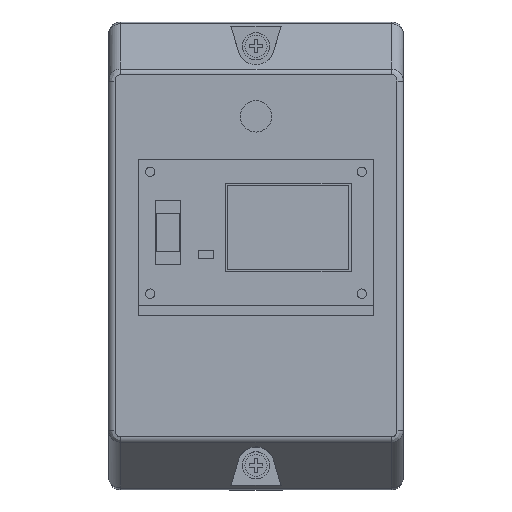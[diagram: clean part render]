
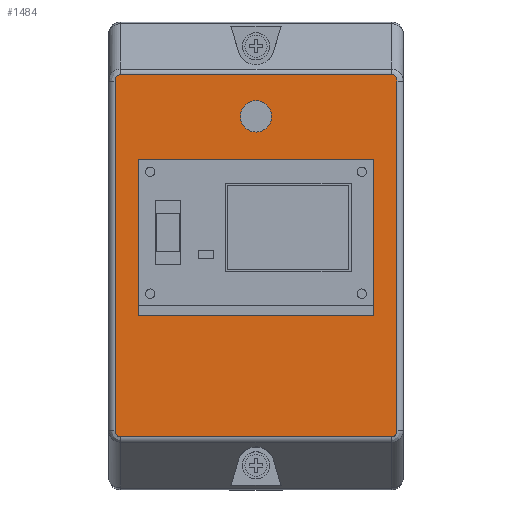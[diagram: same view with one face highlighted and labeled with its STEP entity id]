
A CAD part, top view. The second image highlights one B-rep face of the part: STEP entity #1484.
In plain terms, the highlighted face is planar.
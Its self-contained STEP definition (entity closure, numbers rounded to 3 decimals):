
#30=DIRECTION('',(-1.,0.,0.));
#31=VECTOR('',#30,73.7);
#32=CARTESIAN_POINT('',(36.85,46.85,-18.7));
#33=LINE('',#32,#31);
#34=DIRECTION('',(1.,0.,0.));
#35=VECTOR('',#34,73.7);
#36=CARTESIAN_POINT('',(-36.85,46.85,30.));
#37=LINE('',#36,#35);
#38=CARTESIAN_POINT('',(0.,46.85,43.566));
#39=DIRECTION('',(0.,1.,0.));
#40=DIRECTION('',(-1.,0.,0.));
#41=AXIS2_PLACEMENT_3D('',#38,#39,#40);
#43=CARTESIAN_POINT('',(0.,46.85,43.566));
#44=DIRECTION('',(0.,1.,0.));
#45=DIRECTION('',(1.,0.,0.));
#46=AXIS2_PLACEMENT_3D('',#43,#44,#45);
#48=CARTESIAN_POINT('',(-42.35,46.85,-56.653));
#49=CARTESIAN_POINT('',(-42.501,46.85,-56.653));
#50=CARTESIAN_POINT('',(-42.792,46.85,-56.608));
#51=CARTESIAN_POINT('',(-43.199,46.85,-56.422));
#52=CARTESIAN_POINT('',(-43.557,46.85,-56.123));
#53=CARTESIAN_POINT('',(-43.848,46.85,-55.72));
#54=CARTESIAN_POINT('',(-44.051,46.85,-55.203));
#55=CARTESIAN_POINT('',(-44.1,46.85,-54.826));
#56=CARTESIAN_POINT('',(-44.1,46.85,-54.625));
#58=DIRECTION('',(-1.,0.,0.));
#59=VECTOR('',#58,84.7);
#60=CARTESIAN_POINT('',(42.35,46.85,-56.653));
#61=LINE('',#60,#59);
#62=CARTESIAN_POINT('',(44.1,46.85,-54.625));
#63=CARTESIAN_POINT('',(44.1,46.85,-54.804));
#64=CARTESIAN_POINT('',(44.06,46.85,-55.142));
#65=CARTESIAN_POINT('',(43.905,46.85,-55.599));
#66=CARTESIAN_POINT('',(43.656,46.85,-56.003));
#67=CARTESIAN_POINT('',(43.358,46.85,-56.301));
#68=CARTESIAN_POINT('',(43.06,46.85,-56.491));
#69=CARTESIAN_POINT('',(42.745,46.85,-56.615));
#70=CARTESIAN_POINT('',(42.488,46.85,-56.653));
#71=CARTESIAN_POINT('',(42.35,46.85,-56.653));
#73=DIRECTION('',(0.,0.,-1.));
#74=VECTOR('',#73,109.251);
#75=CARTESIAN_POINT('',(44.1,46.85,54.625));
#76=LINE('',#75,#74);
#77=CARTESIAN_POINT('',(42.35,46.85,56.653));
#78=CARTESIAN_POINT('',(42.501,46.85,56.653));
#79=CARTESIAN_POINT('',(42.792,46.85,56.608));
#80=CARTESIAN_POINT('',(43.199,46.85,56.422));
#81=CARTESIAN_POINT('',(43.557,46.85,56.123));
#82=CARTESIAN_POINT('',(43.848,46.85,55.72));
#83=CARTESIAN_POINT('',(44.051,46.85,55.203));
#84=CARTESIAN_POINT('',(44.1,46.85,54.826));
#85=CARTESIAN_POINT('',(44.1,46.85,54.625));
#87=DIRECTION('',(1.,0.,0.));
#88=VECTOR('',#87,84.7);
#89=CARTESIAN_POINT('',(-42.35,46.85,56.653));
#90=LINE('',#89,#88);
#91=CARTESIAN_POINT('',(-44.1,46.85,54.625));
#92=CARTESIAN_POINT('',(-44.1,46.85,54.804));
#93=CARTESIAN_POINT('',(-44.06,46.85,55.142));
#94=CARTESIAN_POINT('',(-43.905,46.85,55.599));
#95=CARTESIAN_POINT('',(-43.656,46.85,56.003));
#96=CARTESIAN_POINT('',(-43.358,46.85,56.301));
#97=CARTESIAN_POINT('',(-43.06,46.85,56.491));
#98=CARTESIAN_POINT('',(-42.745,46.85,56.615));
#99=CARTESIAN_POINT('',(-42.488,46.85,56.653));
#100=CARTESIAN_POINT('',(-42.35,46.85,56.653));
#102=DIRECTION('',(0.,0.,1.));
#103=VECTOR('',#102,109.251);
#104=CARTESIAN_POINT('',(-44.1,46.85,-54.625));
#105=LINE('',#104,#103);
#110=DIRECTION('',(0.,0.,1.));
#111=VECTOR('',#110,48.7);
#112=CARTESIAN_POINT('',(36.85,46.85,-18.7));
#113=LINE('',#112,#111);
#134=DIRECTION('',(0.,0.,-1.));
#135=VECTOR('',#134,48.7);
#136=CARTESIAN_POINT('',(-36.85,46.85,30.));
#137=LINE('',#136,#135);
#1138=CARTESIAN_POINT('',(36.85,46.85,-18.7));
#1139=CARTESIAN_POINT('',(36.85,46.85,30.));
#1140=VERTEX_POINT('',#1138);
#1141=VERTEX_POINT('',#1139);
#1142=CARTESIAN_POINT('',(-36.85,46.85,-18.7));
#1143=VERTEX_POINT('',#1142);
#1144=CARTESIAN_POINT('',(-36.85,46.85,30.));
#1145=VERTEX_POINT('',#1144);
#1146=CARTESIAN_POINT('',(-4.9,46.85,43.566));
#1147=CARTESIAN_POINT('',(4.9,46.85,43.566));
#1148=VERTEX_POINT('',#1146);
#1149=VERTEX_POINT('',#1147);
#1389=VERTEX_POINT('',#48);
#1390=VERTEX_POINT('',#56);
#1393=CARTESIAN_POINT('',(-44.1,46.85,54.625));
#1394=VERTEX_POINT('',#1393);
#1397=VERTEX_POINT('',#100);
#1399=CARTESIAN_POINT('',(42.35,46.85,56.653));
#1400=VERTEX_POINT('',#1399);
#1403=VERTEX_POINT('',#85);
#1405=CARTESIAN_POINT('',(44.1,46.85,-54.625));
#1406=VERTEX_POINT('',#1405);
#1409=VERTEX_POINT('',#71);
#1446=CARTESIAN_POINT('',(-46.1,46.85,-57.8));
#1447=DIRECTION('',(0.,1.,0.));
#1448=DIRECTION('',(0.,0.,1.));
#1449=AXIS2_PLACEMENT_3D('',#1446,#1447,#1448);
#1450=PLANE('',#1449);
#1452=ORIENTED_EDGE('',*,*,#1451,.F.);
#1454=ORIENTED_EDGE('',*,*,#1453,.F.);
#1456=ORIENTED_EDGE('',*,*,#1455,.F.);
#1458=ORIENTED_EDGE('',*,*,#1457,.F.);
#1460=ORIENTED_EDGE('',*,*,#1459,.F.);
#1462=ORIENTED_EDGE('',*,*,#1461,.F.);
#1464=ORIENTED_EDGE('',*,*,#1463,.F.);
#1465=ORIENTED_EDGE('',*,*,#1436,.F.);
#1466=EDGE_LOOP('',(#1452,#1454,#1456,#1458,#1460,#1462,#1464,#1465));
#1467=FACE_OUTER_BOUND('',#1466,.F.);
#1469=ORIENTED_EDGE('',*,*,#1468,.T.);
#1471=ORIENTED_EDGE('',*,*,#1470,.T.);
#1472=EDGE_LOOP('',(#1469,#1471));
#1473=FACE_BOUND('',#1472,.F.);
#1475=ORIENTED_EDGE('',*,*,#1474,.F.);
#1477=ORIENTED_EDGE('',*,*,#1476,.T.);
#1479=ORIENTED_EDGE('',*,*,#1478,.F.);
#1481=ORIENTED_EDGE('',*,*,#1480,.T.);
#1482=EDGE_LOOP('',(#1475,#1477,#1479,#1481));
#1483=FACE_BOUND('',#1482,.F.);
#1484=ADVANCED_FACE('',(#1467,#1473,#1483),#1450,.T.);
#42=CIRCLE('',#41,4.9);
#47=CIRCLE('',#46,4.9);
#57=B_SPLINE_CURVE_WITH_KNOTS('',3,(#48,#49,#50,#51,#52,#53,#54,#55,#56),
.UNSPECIFIED.,.F.,.F.,(4,1,1,1,1,1,4),(0.,0.167,0.333,
0.5,0.667,0.833,1.),.UNSPECIFIED.);
#72=B_SPLINE_CURVE_WITH_KNOTS('',3,(#62,#63,#64,#65,#66,#67,#68,#69,#70,#71),
.UNSPECIFIED.,.F.,.F.,(4,1,1,1,1,1,1,4),(0.,0.143,
0.286,0.429,0.571,0.714,
0.857,1.),.UNSPECIFIED.);
#86=B_SPLINE_CURVE_WITH_KNOTS('',3,(#77,#78,#79,#80,#81,#82,#83,#84,#85),
.UNSPECIFIED.,.F.,.F.,(4,1,1,1,1,1,4),(0.,0.167,0.333,
0.5,0.667,0.833,1.),.UNSPECIFIED.);
#101=B_SPLINE_CURVE_WITH_KNOTS('',3,(#91,#92,#93,#94,#95,#96,#97,#98,#99,#100),
.UNSPECIFIED.,.F.,.F.,(4,1,1,1,1,1,1,4),(0.,0.143,
0.286,0.429,0.571,0.714,
0.857,1.),.UNSPECIFIED.);
#1436=EDGE_CURVE('',#1390,#1394,#105,.T.);
#1451=EDGE_CURVE('',#1389,#1390,#57,.T.);
#1453=EDGE_CURVE('',#1409,#1389,#61,.T.);
#1455=EDGE_CURVE('',#1406,#1409,#72,.T.);
#1457=EDGE_CURVE('',#1403,#1406,#76,.T.);
#1459=EDGE_CURVE('',#1400,#1403,#86,.T.);
#1461=EDGE_CURVE('',#1397,#1400,#90,.T.);
#1463=EDGE_CURVE('',#1394,#1397,#101,.T.);
#1468=EDGE_CURVE('',#1148,#1149,#42,.T.);
#1470=EDGE_CURVE('',#1149,#1148,#47,.T.);
#1474=EDGE_CURVE('',#1140,#1141,#113,.T.);
#1476=EDGE_CURVE('',#1140,#1143,#33,.T.);
#1478=EDGE_CURVE('',#1145,#1143,#137,.T.);
#1480=EDGE_CURVE('',#1145,#1141,#37,.T.);
